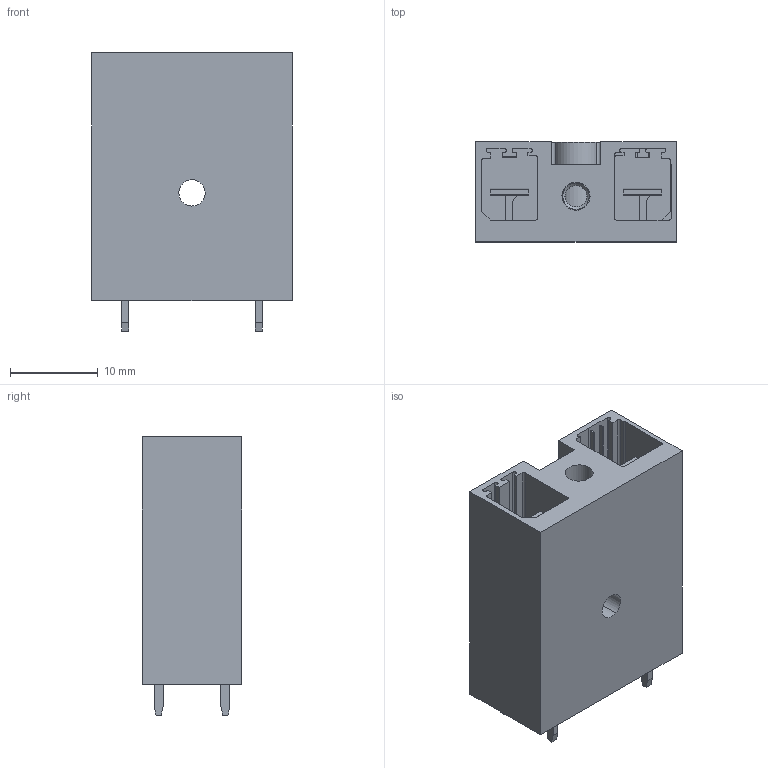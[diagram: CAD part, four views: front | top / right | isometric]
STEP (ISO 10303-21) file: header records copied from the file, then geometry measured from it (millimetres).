
FILE_DESCRIPTION(('CATIA V5 STEP Exchange','CAx-IF Rec.Pracs.--- Model Styling and Organization---1.2---2011-12-15'),'2;1');
FILE_NAME ('D1447703_0_1048360000_1048360000.stp','2018-11-30T14:01:25+00:00',('none'),('Weidmueller'),'CATIA Version 5-6 Release 2014','CATIA V5 STEP AP214','none');
FILE_SCHEMA(('AUTOMOTIVE_DESIGN { 1 0 10303 214 1 1 1 1 }'));
Length unit declared in the file: millimetre
Products named in the file (1): 1048360000
Bounding box: 22.86 x 11.4 x 31.8 mm (x, y, z)
Volume: 5156 mm3; surface area: 5342.8 mm2
Topology: 4 solids, 4 shells, 184 faces, 510 edges, 334 vertices
Faces by surface type: plane 148, cylinder 34, cone 2
Entity records: 5479 total; most frequent: ORIENTED_EDGE 1020, CARTESIAN_POINT 968, DIRECTION 756, EDGE_CURVE 510, VECTOR 439, LINE 439, VERTEX_POINT 334, EDGE_LOOP 198
